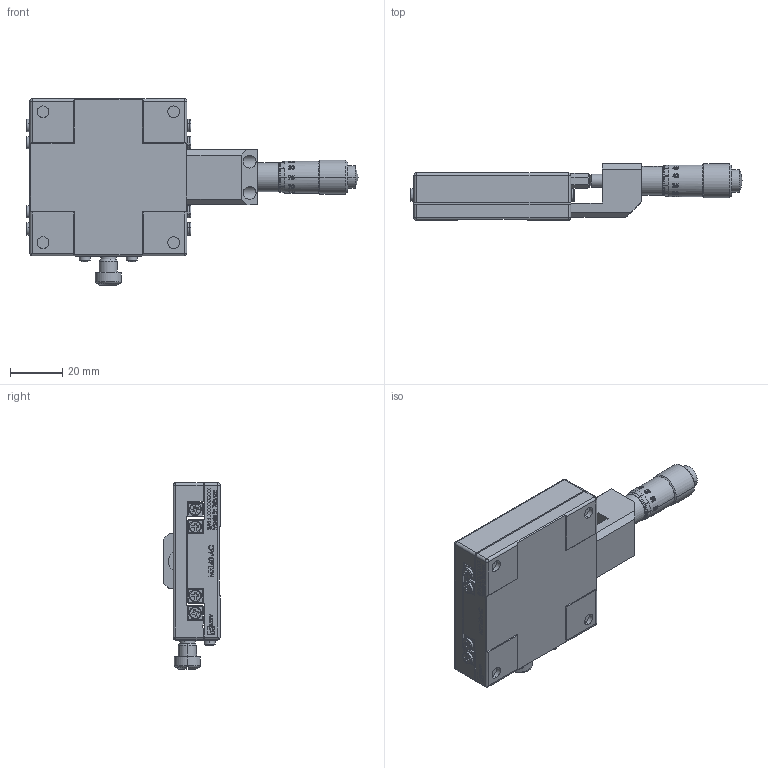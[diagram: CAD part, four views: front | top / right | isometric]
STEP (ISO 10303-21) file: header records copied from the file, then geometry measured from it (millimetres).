
FILE_DESCRIPTION (( 'STEP AP203' ), '1' );
FILE_NAME ('MXL60-AC(«¬¿ý).STEP', '2013-04-29T02:48:44', ( '123' ), ( '' ), 'SwSTEP 2.0', 'SolidWorks 2013', '' );
FILE_SCHEMA (( 'CONFIG_CONTROL_DESIGN' ));
Length unit declared in the file: millimetre
Products named in the file (3): Group1^MXL60-AC(型錄); Group2^MXL60-AC(型錄); MXL60-AC(型錄)
Assembly tree (2 placements, depth 2):
  MXL60-AC(型錄)
    Group1^MXL60-AC(型錄)
    Group2^MXL60-AC(型錄)
Bounding box: 127 x 21.5 x 71.3 mm (x, y, z)
Volume: 71545.6 mm3; surface area: 27572.2 mm2
Topology: 2 solids, 2 shells, 2378 faces, 6329 edges, 4103 vertices
Faces by surface type: plane 1522, bspline 434, cylinder 283, cone 78, torus 46, sphere 15
Entity records: 101426 total; most frequent: CARTESIAN_POINT 45178, ORIENTED_EDGE 12624, DIRECTION 9836, EDGE_CURVE 6312, VERTEX_POINT 4103, VECTOR 3970, LINE 3970, AXIS2_PLACEMENT_3D 2933
